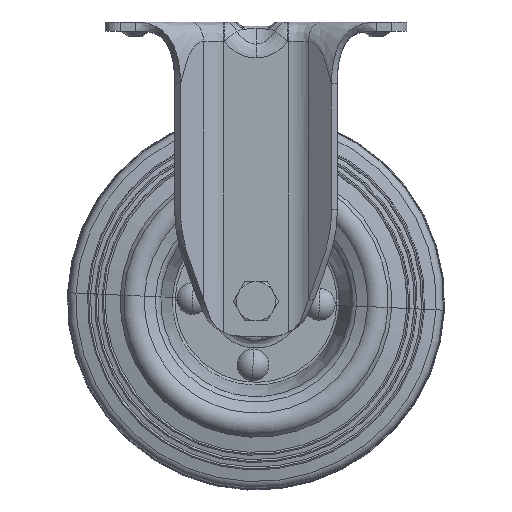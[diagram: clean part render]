
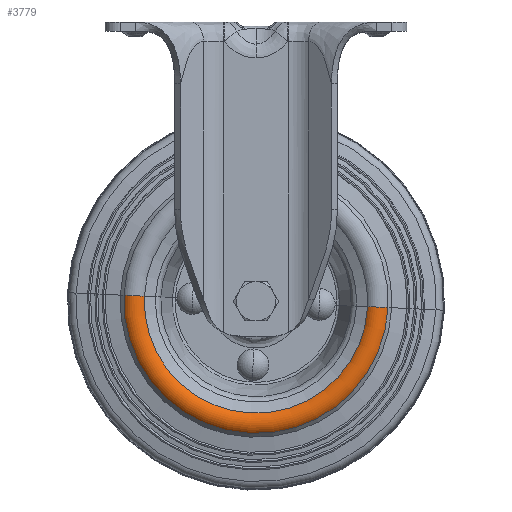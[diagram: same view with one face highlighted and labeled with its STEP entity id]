
A CAD part, top view. The second image highlights one B-rep face of the part: STEP entity #3779.
In plain terms, the highlighted toroidal (fillet/blend) face has major radius 40.354 mm and minor radius 4.5 mm.
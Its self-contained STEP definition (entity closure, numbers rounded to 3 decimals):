
#1008 = CARTESIAN_POINT ( 'NONE',  ( 43.718, -94.531, 17.435 ) ) ;
#1626 = ORIENTED_EDGE ( 'NONE', *, *, #31582, .T. ) ;
#3779 = ADVANCED_FACE ( 'NONE', ( #15101 ), #31904, .T. ) ;
#4004 = EDGE_CURVE ( 'NONE', #15620, #15298, #17118, .T. ) ;
#4688 = EDGE_LOOP ( 'NONE', ( #20746, #1626, #24814, #6583 ) ) ;
#4863 = AXIS2_PLACEMENT_3D ( 'NONE', #6991, #29452, #24475 ) ;
#4866 = CARTESIAN_POINT ( 'NONE',  ( 0., -92.5, 17.5 ) ) ;
#6294 = VERTEX_POINT ( 'NONE', #19768 ) ;
#6583 = ORIENTED_EDGE ( 'NONE', *, *, #4004, .F. ) ;
#6584 = EDGE_CURVE ( 'NONE', #6294, #15620, #26953, .T. ) ;
#6991 = CARTESIAN_POINT ( 'NONE',  ( 0., -92.5, 17.435 ) ) ;
#9286 = AXIS2_PLACEMENT_3D ( 'NONE', #21656, #26516, #22155 ) ;
#10666 = CARTESIAN_POINT ( 'NONE',  ( -43.718, -90.469, 17.435 ) ) ;
#13283 = DIRECTION ( 'NONE',  ( 0., 0., -1. ) ) ;
#14584 = CIRCLE ( 'NONE', #9286, 4.5 ) ;
#14986 = CIRCLE ( 'NONE', #4863, 43.765 ) ;
#15101 = FACE_OUTER_BOUND ( 'NONE', #4688, .T. ) ;
#15298 = VERTEX_POINT ( 'NONE', #1008 ) ;
#15620 = VERTEX_POINT ( 'NONE', #30560 ) ;
#15816 = AXIS2_PLACEMENT_3D ( 'NONE', #4866, #25514, #27853 ) ;
#17118 = CIRCLE ( 'NONE', #21310, 4.5 ) ;
#19768 = CARTESIAN_POINT ( 'NONE',  ( -36.96, -90.783, 17.5 ) ) ;
#20746 = ORIENTED_EDGE ( 'NONE', *, *, #6584, .F. ) ;
#20892 = EDGE_CURVE ( 'NONE', #26833, #15298, #14986, .T. ) ;
#21310 = AXIS2_PLACEMENT_3D ( 'NONE', #24506, #31964, #26852 ) ;
#21656 = CARTESIAN_POINT ( 'NONE',  ( -40.311, -90.628, 14.5 ) ) ;
#22155 = DIRECTION ( 'NONE',  ( 0.999, -0.046, 0. ) ) ;
#24475 = DIRECTION ( 'NONE',  ( 0.999, -0.046, 0. ) ) ;
#24506 = CARTESIAN_POINT ( 'NONE',  ( 40.311, -94.372, 14.5 ) ) ;
#24814 = ORIENTED_EDGE ( 'NONE', *, *, #20892, .T. ) ;
#25514 = DIRECTION ( 'NONE',  ( 0., 0., 1. ) ) ;
#25887 = CARTESIAN_POINT ( 'NONE',  ( 0., -92.5, 14.5 ) ) ;
#26084 = AXIS2_PLACEMENT_3D ( 'NONE', #25887, #13283, #30697 ) ;
#26516 = DIRECTION ( 'NONE',  ( -0.046, -0.999, 0. ) ) ;
#26833 = VERTEX_POINT ( 'NONE', #10666 ) ;
#26852 = DIRECTION ( 'NONE',  ( -0.999, 0.046, 0. ) ) ;
#26953 = CIRCLE ( 'NONE', #15816, 37. ) ;
#27853 = DIRECTION ( 'NONE',  ( 0.999, -0.046, 0. ) ) ;
#29452 = DIRECTION ( 'NONE',  ( 0., 0., 1. ) ) ;
#30560 = CARTESIAN_POINT ( 'NONE',  ( 36.96, -94.217, 17.5 ) ) ;
#30697 = DIRECTION ( 'NONE',  ( 0.999, -0.046, 0. ) ) ;
#31582 = EDGE_CURVE ( 'NONE', #6294, #26833, #14584, .T. ) ;
#31904 = TOROIDAL_SURFACE ( 'NONE', #26084, 40.354, 4.5 ) ;
#31964 = DIRECTION ( 'NONE',  ( 0.046, 0.999, 0. ) ) ;
